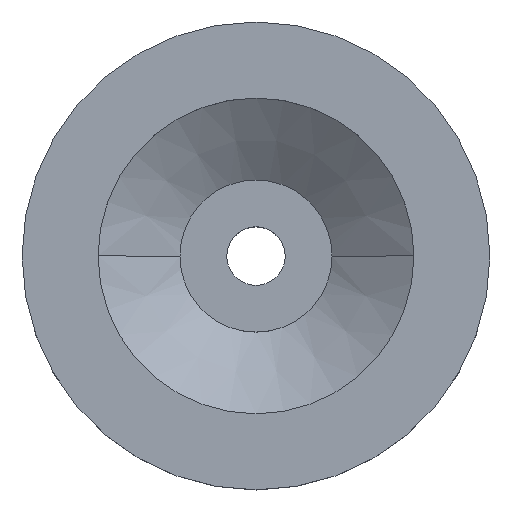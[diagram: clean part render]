
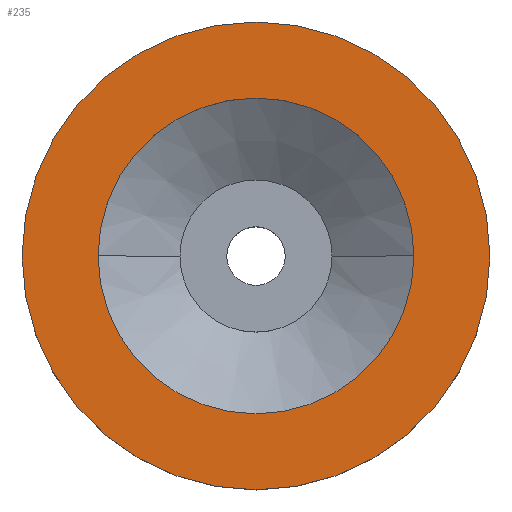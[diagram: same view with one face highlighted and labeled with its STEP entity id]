
A CAD part, top view. The second image highlights one B-rep face of the part: STEP entity #235.
In plain terms, the highlighted planar face has unit normal (0, 0, 1).
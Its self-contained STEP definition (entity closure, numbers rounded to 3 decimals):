
#113=VERTEX_POINT('',#300);
#129=VERTEX_POINT('',#317);
#131=EDGE_CURVE('',#157,#129,#319,.T.);
#141=EDGE_CURVE('',#243,#113,#331,.T.);
#157=VERTEX_POINT('',#348);
#169=EDGE_CURVE('',#113,#243,#361,.T.);
#201=EDGE_CURVE('',#129,#157,#399,.T.);
#235=ADVANCED_FACE('',(#438,#439),#440,.T.);
#243=VERTEX_POINT('',#449);
#300=CARTESIAN_POINT('',(27.,0.,26.0));
#317=CARTESIAN_POINT('',(-40.0,0.,26.0));
#319=CIRCLE('',#527,40.0);
#331=CIRCLE('',#545,27.0);
#348=CARTESIAN_POINT('',(40.,0.,26.0));
#361=CIRCLE('',#587,27.0);
#399=CIRCLE('',#632,40.0);
#438=FACE_OUTER_BOUND('',#679,.T.);
#439=FACE_BOUND('',#680,.T.);
#440=PLANE('',#681);
#449=CARTESIAN_POINT('',(-27.0,0.,26.0));
#527=AXIS2_PLACEMENT_3D('',#766,#767,#768);
#545=AXIS2_PLACEMENT_3D('',#782,#783,#784);
#587=AXIS2_PLACEMENT_3D('',#824,#825,#826);
#632=AXIS2_PLACEMENT_3D('',#883,#884,#885);
#679=EDGE_LOOP('',(#928,#929));
#680=EDGE_LOOP('',(#930,#931));
#681=AXIS2_PLACEMENT_3D('',#932,#933,#934);
#766=CARTESIAN_POINT('',(0.,0.,26.0));
#767=DIRECTION('',(-0.0,0.0,-1.0));
#768=DIRECTION('',(-1.0,0.,0.0));
#782=CARTESIAN_POINT('',(0.,0.,26.0));
#783=DIRECTION('',(-0.0,0.0,-1.0));
#784=DIRECTION('',(-1.0,0.,0.0));
#824=CARTESIAN_POINT('',(0.,0.,26.0));
#825=DIRECTION('',(-0.0,0.0,-1.0));
#826=DIRECTION('',(-1.0,0.,0.0));
#883=CARTESIAN_POINT('',(0.,0.,26.0));
#884=DIRECTION('',(-0.0,0.0,-1.0));
#885=DIRECTION('',(-1.0,0.,0.0));
#928=ORIENTED_EDGE('',*,*,#201,.F.);
#929=ORIENTED_EDGE('',*,*,#131,.F.);
#930=ORIENTED_EDGE('',*,*,#141,.T.);
#931=ORIENTED_EDGE('',*,*,#169,.T.);
#932=CARTESIAN_POINT('',(-33.5,0.,26.0));
#933=DIRECTION('',(0.0,0.0,1.0));
#934=DIRECTION('',(-1.0,0.,0.0));
